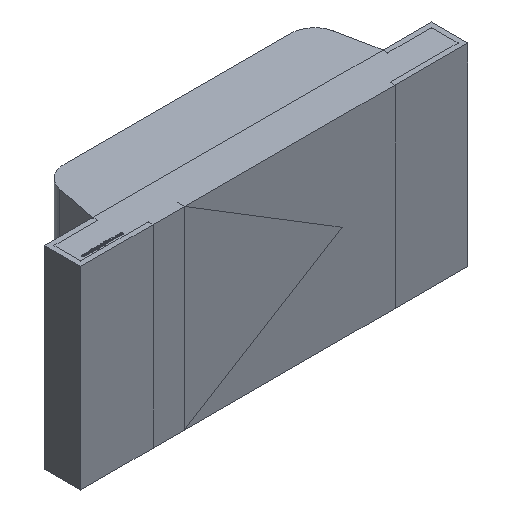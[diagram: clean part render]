
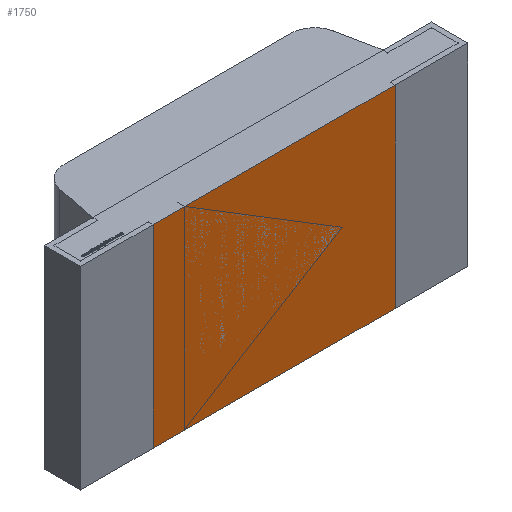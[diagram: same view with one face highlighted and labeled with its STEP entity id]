
A CAD part, isometric view. The second image highlights one B-rep face of the part: STEP entity #1750.
In plain terms, the highlighted planar face has unit normal (0, -1, 0).
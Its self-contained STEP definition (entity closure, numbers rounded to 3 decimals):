
#1692 = EDGE_CURVE ( 'NONE', #2801, #1769, #19135, .T. ) ;
#1750 = ADVANCED_FACE ( 'NONE', ( #19289 ), #19274, .F. ) ;
#1751 = VERTEX_POINT ( 'NONE', #19269 ) ;
#1752 = EDGE_LOOP ( 'NONE', ( #1753, #1754, #1790, #8856 ) ) ;
#1753 = ORIENTED_EDGE ( 'NONE', *, *, #1755, .T. ) ;
#1754 = ORIENTED_EDGE ( 'NONE', *, *, #1794, .F. ) ;
#1755 = EDGE_CURVE ( 'NONE', #1769, #1751, #19323, .T. ) ;
#1769 = VERTEX_POINT ( 'NONE', #19354 ) ;
#1790 = ORIENTED_EDGE ( 'NONE', *, *, #2803, .F. ) ;
#1794 = EDGE_CURVE ( 'NONE', #2804, #1751, #19443, .T. ) ;
#2801 = VERTEX_POINT ( 'NONE', #8168 ) ;
#2803 = EDGE_CURVE ( 'NONE', #2801, #2804, #8167, .T. ) ;
#2804 = VERTEX_POINT ( 'NONE', #8163 ) ;
#8163 = CARTESIAN_POINT ( 'NONE',  ( 0.5, -0.075, 0.4 ) ) ;
#8164 = DIRECTION ( 'NONE',  ( 1., 0., 0. ) ) ;
#8165 = VECTOR ( 'NONE', #8164, 1000. ) ;
#8166 = CARTESIAN_POINT ( 'NONE',  ( 0., -0.075, 0.4 ) ) ;
#8167 = LINE ( 'NONE', #8166, #8165 ) ;
#8168 = CARTESIAN_POINT ( 'NONE',  ( -0.5, -0.075, 0.4 ) ) ;
#8856 = ORIENTED_EDGE ( 'NONE', *, *, #1692, .T. ) ;
#19132 = DIRECTION ( 'NONE',  ( 0., 0., -1. ) ) ;
#19133 = VECTOR ( 'NONE', #19132, 1000. ) ;
#19134 = CARTESIAN_POINT ( 'NONE',  ( -0.5, -0.075, 0.4 ) ) ;
#19135 = LINE ( 'NONE', #19134, #19133 ) ;
#19269 = CARTESIAN_POINT ( 'NONE',  ( 0.5, -0.075, -0.4 ) ) ;
#19270 = DIRECTION ( 'NONE',  ( 0., 0., 1. ) ) ;
#19271 = DIRECTION ( 'NONE',  ( 0., 1., 0. ) ) ;
#19272 = CARTESIAN_POINT ( 'NONE',  ( 0., -0.075, 0.4 ) ) ;
#19273 = AXIS2_PLACEMENT_3D ( 'NONE', #19272, #19271, #19270 ) ;
#19274 = PLANE ( 'NONE',  #19273 ) ;
#19289 = FACE_OUTER_BOUND ( 'NONE', #1752, .T. ) ;
#19320 = DIRECTION ( 'NONE',  ( 1., 0., 0. ) ) ;
#19321 = VECTOR ( 'NONE', #19320, 1000. ) ;
#19322 = CARTESIAN_POINT ( 'NONE',  ( 0., -0.075, -0.4 ) ) ;
#19323 = LINE ( 'NONE', #19322, #19321 ) ;
#19354 = CARTESIAN_POINT ( 'NONE',  ( -0.5, -0.075, -0.4 ) ) ;
#19436 = VECTOR ( 'NONE', #19492, 1000. ) ;
#19437 = CARTESIAN_POINT ( 'NONE',  ( 0.5, -0.075, 0.4 ) ) ;
#19443 = LINE ( 'NONE', #19437, #19436 ) ;
#19492 = DIRECTION ( 'NONE',  ( 0., 0., -1. ) ) ;
